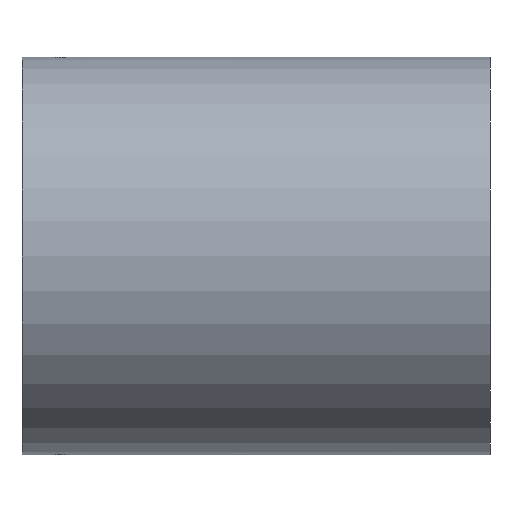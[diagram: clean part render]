
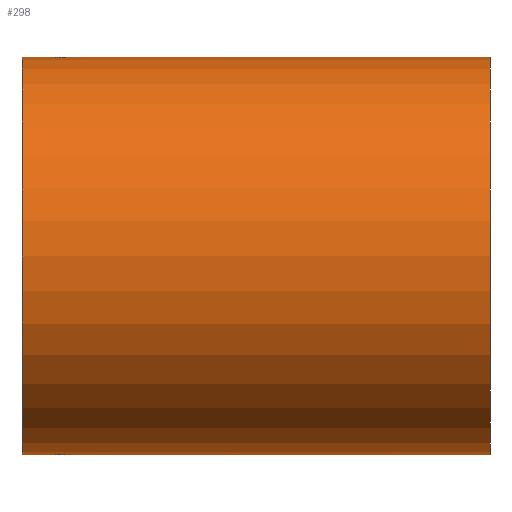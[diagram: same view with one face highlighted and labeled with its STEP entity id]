
A CAD part, left-side view. The second image highlights one B-rep face of the part: STEP entity #298.
In plain terms, the highlighted cylindrical face has radius 25.5 mm (diameter 51 mm), a full revolution.
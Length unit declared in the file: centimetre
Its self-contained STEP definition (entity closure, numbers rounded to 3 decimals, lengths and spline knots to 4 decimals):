
#19=FACE_BOUND('',#95,.T.);
#20=FACE_BOUND('',#96,.T.);
#40=CIRCLE('',#342,2.55);
#43=CIRCLE('',#348,2.55);
#70=FACE_OUTER_BOUND('',#94,.T.);
#94=EDGE_LOOP('',(#250,#251,#252,#253));
#95=EDGE_LOOP('',(#254));
#96=EDGE_LOOP('',(#255,#256));
#115=LINE('',#714,#126);
#126=VECTOR('',#428,2.55);
#129=B_SPLINE_CURVE_WITH_KNOTS('',3,(#475,#476,#477,#478,#479,#480,#481,
#482,#483,#484,#485,#486,#487,#488,#489,#490,#491,#492,#493,#494,#495,#496,
#497,#498,#499,#500,#501,#502,#503,#504,#505,#506,#507,#508),
 .UNSPECIFIED.,.T.,.F.,(4,2,2,2,2,2,2,2,2,2,2,2,2,2,2,2,4),(0.,0.0565,
0.113,0.1696,0.2261,0.2826,
0.3391,0.3956,0.4521,0.5087,
0.5652,0.6217,0.6782,0.7347,
0.7912,0.8478,0.9043),.UNSPECIFIED.);
#135=B_SPLINE_CURVE_WITH_KNOTS('',3,(#626,#627,#628,#629,#630,#631,#632,
#633,#634,#635,#636,#637,#638,#639,#640,#641,#642,#643),.UNSPECIFIED.,.F.,
 .F.,(4,2,2,2,2,2,2,2,4),(0.,0.0565,0.113,0.1696,
0.2261,0.2826,0.3391,0.3956,
0.4521),.UNSPECIFIED.);
#136=B_SPLINE_CURVE_WITH_KNOTS('',3,(#644,#645,#646,#647,#648,#649,#650,
#651,#652,#653,#654,#655,#656,#657,#658,#659,#660,#661),.UNSPECIFIED.,.F.,
 .F.,(4,2,2,2,2,2,2,2,4),(0.4521,0.5087,0.5652,
0.6217,0.6782,0.7347,0.7912,
0.8478,0.9043),.UNSPECIFIED.);
#138=VERTEX_POINT('',#473);
#144=VERTEX_POINT('',#623);
#145=VERTEX_POINT('',#625);
#158=VERTEX_POINT('',#703);
#161=VERTEX_POINT('',#713);
#164=EDGE_CURVE('',#138,#138,#129,.T.);
#172=EDGE_CURVE('',#145,#144,#135,.T.);
#173=EDGE_CURVE('',#144,#145,#136,.T.);
#191=EDGE_CURVE('',#158,#158,#40,.T.);
#195=EDGE_CURVE('',#158,#161,#115,.T.);
#196=EDGE_CURVE('',#161,#161,#43,.T.);
#250=ORIENTED_EDGE('',*,*,#191,.F.);
#251=ORIENTED_EDGE('',*,*,#195,.T.);
#252=ORIENTED_EDGE('',*,*,#196,.T.);
#253=ORIENTED_EDGE('',*,*,#195,.F.);
#254=ORIENTED_EDGE('',*,*,#164,.T.);
#255=ORIENTED_EDGE('',*,*,#172,.T.);
#256=ORIENTED_EDGE('',*,*,#173,.T.);
#279=CYLINDRICAL_SURFACE('',#347,2.55);
#298=ADVANCED_FACE('',(#70,#19,#20),#279,.T.);
#342=AXIS2_PLACEMENT_3D('',#704,#415,#416);
#347=AXIS2_PLACEMENT_3D('',#712,#426,#427);
#348=AXIS2_PLACEMENT_3D('',#715,#429,#430);
#415=DIRECTION('center_axis',(0.,1.,0.));
#416=DIRECTION('ref_axis',(1.,0.,0.));
#426=DIRECTION('center_axis',(0.,1.,0.));
#427=DIRECTION('ref_axis',(1.,0.,0.));
#428=DIRECTION('',(0.,-1.,0.));
#429=DIRECTION('center_axis',(0.,1.,0.));
#430=DIRECTION('ref_axis',(1.,0.,0.));
#473=CARTESIAN_POINT('',(-0.15,5.5,-2.5456));
#475=CARTESIAN_POINT('Ctrl Pts',(-0.15,5.5,-2.5456));
#476=CARTESIAN_POINT('Ctrl Pts',(-0.15,5.4812,-2.5456));
#477=CARTESIAN_POINT('Ctrl Pts',(-0.1462,5.4611,-2.5458));
#478=CARTESIAN_POINT('Ctrl Pts',(-0.1309,5.4241,-2.5466));
#479=CARTESIAN_POINT('Ctrl Pts',(-0.1194,5.4072,-2.5472));
#480=CARTESIAN_POINT('Ctrl Pts',(-0.0928,5.3806,-2.5483));
#481=CARTESIAN_POINT('Ctrl Pts',(-0.0759,5.3691,-2.5489));
#482=CARTESIAN_POINT('Ctrl Pts',(-0.0389,5.3538,-2.5498));
#483=CARTESIAN_POINT('Ctrl Pts',(-0.0188,5.35,-2.55));
#484=CARTESIAN_POINT('Ctrl Pts',(0.0188,5.35,-2.55));
#485=CARTESIAN_POINT('Ctrl Pts',(0.0389,5.3538,-2.5498));
#486=CARTESIAN_POINT('Ctrl Pts',(0.0759,5.3691,-2.5489));
#487=CARTESIAN_POINT('Ctrl Pts',(0.0928,5.3806,-2.5483));
#488=CARTESIAN_POINT('Ctrl Pts',(0.1194,5.4072,-2.5472));
#489=CARTESIAN_POINT('Ctrl Pts',(0.1309,5.4241,-2.5466));
#490=CARTESIAN_POINT('Ctrl Pts',(0.1462,5.4611,-2.5458));
#491=CARTESIAN_POINT('Ctrl Pts',(0.15,5.4812,-2.5456));
#492=CARTESIAN_POINT('Ctrl Pts',(0.15,5.5188,-2.5456));
#493=CARTESIAN_POINT('Ctrl Pts',(0.1462,5.5389,-2.5458));
#494=CARTESIAN_POINT('Ctrl Pts',(0.1309,5.5759,-2.5466));
#495=CARTESIAN_POINT('Ctrl Pts',(0.1194,5.5928,-2.5472));
#496=CARTESIAN_POINT('Ctrl Pts',(0.0928,5.6194,-2.5483));
#497=CARTESIAN_POINT('Ctrl Pts',(0.0759,5.6309,-2.5489));
#498=CARTESIAN_POINT('Ctrl Pts',(0.0389,5.6462,-2.5498));
#499=CARTESIAN_POINT('Ctrl Pts',(0.0188,5.65,-2.55));
#500=CARTESIAN_POINT('Ctrl Pts',(-0.0188,5.65,-2.55));
#501=CARTESIAN_POINT('Ctrl Pts',(-0.0389,5.6462,-2.5498));
#502=CARTESIAN_POINT('Ctrl Pts',(-0.0759,5.6309,-2.5489));
#503=CARTESIAN_POINT('Ctrl Pts',(-0.0928,5.6194,-2.5483));
#504=CARTESIAN_POINT('Ctrl Pts',(-0.1194,5.5928,-2.5472));
#505=CARTESIAN_POINT('Ctrl Pts',(-0.1309,5.5759,-2.5466));
#506=CARTESIAN_POINT('Ctrl Pts',(-0.1462,5.5389,-2.5458));
#507=CARTESIAN_POINT('Ctrl Pts',(-0.15,5.5188,-2.5456));
#508=CARTESIAN_POINT('Ctrl Pts',(-0.15,5.5,-2.5456));
#623=CARTESIAN_POINT('',(-0.15,5.5,2.5456));
#625=CARTESIAN_POINT('',(0.15,5.5,2.5456));
#626=CARTESIAN_POINT('Ctrl Pts',(0.15,5.5,2.5456));
#627=CARTESIAN_POINT('Ctrl Pts',(0.15,5.4812,2.5456));
#628=CARTESIAN_POINT('Ctrl Pts',(0.1462,5.4611,2.5458));
#629=CARTESIAN_POINT('Ctrl Pts',(0.1309,5.4241,2.5466));
#630=CARTESIAN_POINT('Ctrl Pts',(0.1194,5.4072,2.5472));
#631=CARTESIAN_POINT('Ctrl Pts',(0.0928,5.3806,2.5483));
#632=CARTESIAN_POINT('Ctrl Pts',(0.0759,5.3691,2.5489));
#633=CARTESIAN_POINT('Ctrl Pts',(0.0389,5.3538,2.5498));
#634=CARTESIAN_POINT('Ctrl Pts',(0.0188,5.35,2.55));
#635=CARTESIAN_POINT('Ctrl Pts',(-0.0188,5.35,2.55));
#636=CARTESIAN_POINT('Ctrl Pts',(-0.0389,5.3538,2.5498));
#637=CARTESIAN_POINT('Ctrl Pts',(-0.0759,5.3691,2.5489));
#638=CARTESIAN_POINT('Ctrl Pts',(-0.0928,5.3806,2.5483));
#639=CARTESIAN_POINT('Ctrl Pts',(-0.1194,5.4072,2.5472));
#640=CARTESIAN_POINT('Ctrl Pts',(-0.1309,5.4241,2.5466));
#641=CARTESIAN_POINT('Ctrl Pts',(-0.1462,5.4611,2.5458));
#642=CARTESIAN_POINT('Ctrl Pts',(-0.15,5.4812,2.5456));
#643=CARTESIAN_POINT('Ctrl Pts',(-0.15,5.5,2.5456));
#644=CARTESIAN_POINT('Ctrl Pts',(-0.15,5.5,2.5456));
#645=CARTESIAN_POINT('Ctrl Pts',(-0.15,5.5188,2.5456));
#646=CARTESIAN_POINT('Ctrl Pts',(-0.1462,5.5389,2.5458));
#647=CARTESIAN_POINT('Ctrl Pts',(-0.1309,5.5759,2.5466));
#648=CARTESIAN_POINT('Ctrl Pts',(-0.1194,5.5928,2.5472));
#649=CARTESIAN_POINT('Ctrl Pts',(-0.0928,5.6194,2.5483));
#650=CARTESIAN_POINT('Ctrl Pts',(-0.0759,5.6309,2.5489));
#651=CARTESIAN_POINT('Ctrl Pts',(-0.0389,5.6462,2.5498));
#652=CARTESIAN_POINT('Ctrl Pts',(-0.0188,5.65,2.55));
#653=CARTESIAN_POINT('Ctrl Pts',(0.0188,5.65,2.55));
#654=CARTESIAN_POINT('Ctrl Pts',(0.0389,5.6462,2.5498));
#655=CARTESIAN_POINT('Ctrl Pts',(0.0759,5.6309,2.5489));
#656=CARTESIAN_POINT('Ctrl Pts',(0.0928,5.6194,2.5483));
#657=CARTESIAN_POINT('Ctrl Pts',(0.1194,5.5928,2.5472));
#658=CARTESIAN_POINT('Ctrl Pts',(0.1309,5.5759,2.5466));
#659=CARTESIAN_POINT('Ctrl Pts',(0.1462,5.5389,2.5458));
#660=CARTESIAN_POINT('Ctrl Pts',(0.15,5.5188,2.5456));
#661=CARTESIAN_POINT('Ctrl Pts',(0.15,5.5,2.5456));
#703=CARTESIAN_POINT('',(-2.55,6.,0.));
#704=CARTESIAN_POINT('Origin',(0.,6.,0.));
#712=CARTESIAN_POINT('Origin',(0.,0.,0.));
#713=CARTESIAN_POINT('',(-2.55,0.,0.));
#714=CARTESIAN_POINT('',(-2.55,0.,0.));
#715=CARTESIAN_POINT('Origin',(0.,0.,0.));
